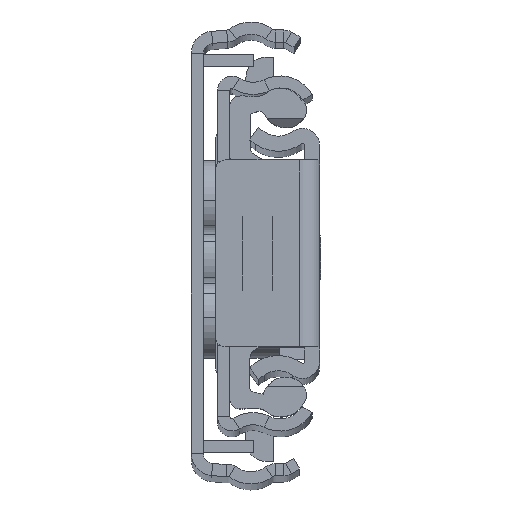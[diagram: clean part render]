
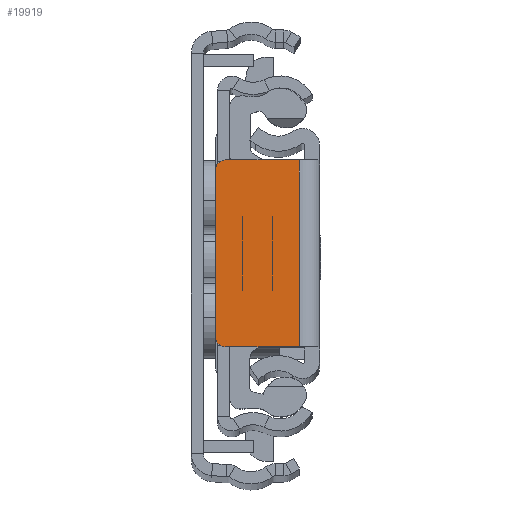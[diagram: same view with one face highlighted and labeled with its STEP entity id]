
A CAD part, top view. The second image highlights one B-rep face of the part: STEP entity #19919.
In plain terms, the highlighted planar face has unit normal (0, 0, 1).
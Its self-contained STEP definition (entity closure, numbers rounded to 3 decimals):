
#1468 = AXIS2_PLACEMENT_3D ( 'NONE', #3077, #6493, #8263 ) ;
#1597 = VECTOR ( 'NONE', #14060, 1000. ) ;
#2945 = CARTESIAN_POINT ( 'NONE',  ( -10.3, 8.25, 0. ) ) ;
#3077 = CARTESIAN_POINT ( 'NONE',  ( -9.3, -8.25, 0. ) ) ;
#3302 = EDGE_CURVE ( 'NONE', #12304, #13860, #10722, .T. ) ;
#3321 = LINE ( 'NONE', #11815, #7273 ) ;
#4075 = DIRECTION ( 'NONE',  ( 0., -1., 0. ) ) ;
#4499 = CARTESIAN_POINT ( 'NONE',  ( -10.3, -8.25, 0. ) ) ;
#4714 = DIRECTION ( 'NONE',  ( 0., 0., -1. ) ) ;
#5033 = PLANE ( 'NONE',  #6216 ) ;
#5981 = CARTESIAN_POINT ( 'NONE',  ( 0., -9.25, 0. ) ) ;
#6216 = AXIS2_PLACEMENT_3D ( 'NONE', #11788, #4714, #16865 ) ;
#6414 = DIRECTION ( 'NONE',  ( 0., 0., 1. ) ) ;
#6493 = DIRECTION ( 'NONE',  ( 0., 0., 1. ) ) ;
#6775 = VERTEX_POINT ( 'NONE', #17988 ) ;
#6888 = CARTESIAN_POINT ( 'NONE',  ( 0., 9.25, 0. ) ) ;
#6921 = EDGE_CURVE ( 'NONE', #13860, #6775, #18391, .T. ) ;
#7273 = VECTOR ( 'NONE', #18953, 1000. ) ;
#7477 = EDGE_CURVE ( 'NONE', #16328, #18455, #12194, .T. ) ;
#7522 = CARTESIAN_POINT ( 'NONE',  ( -2., 9.25, 0. ) ) ;
#8202 = ORIENTED_EDGE ( 'NONE', *, *, #3302, .T. ) ;
#8263 = DIRECTION ( 'NONE',  ( -1., 0., 0. ) ) ;
#10121 = CARTESIAN_POINT ( 'NONE',  ( -2., -9.25, 0. ) ) ;
#10638 = VECTOR ( 'NONE', #4075, 1000. ) ;
#10722 = LINE ( 'NONE', #21115, #10638 ) ;
#10913 = ORIENTED_EDGE ( 'NONE', *, *, #12461, .T. ) ;
#11256 = CARTESIAN_POINT ( 'NONE',  ( -9.3, 9.25, 0. ) ) ;
#11788 = CARTESIAN_POINT ( 'NONE',  ( 0., 0., 0. ) ) ;
#11815 = CARTESIAN_POINT ( 'NONE',  ( -2., -9.25, 0. ) ) ;
#11822 = CARTESIAN_POINT ( 'NONE',  ( -9.3, 8.25, 0. ) ) ;
#11951 = EDGE_LOOP ( 'NONE', ( #8202, #19362, #16947, #17031, #12015, #10913 ) ) ;
#12015 = ORIENTED_EDGE ( 'NONE', *, *, #7477, .T. ) ;
#12194 = LINE ( 'NONE', #6888, #1597 ) ;
#12304 = VERTEX_POINT ( 'NONE', #2945 ) ;
#12461 = EDGE_CURVE ( 'NONE', #18455, #12304, #16826, .T. ) ;
#13860 = VERTEX_POINT ( 'NONE', #4499 ) ;
#14060 = DIRECTION ( 'NONE',  ( -1., 0., 0. ) ) ;
#14263 = LINE ( 'NONE', #5981, #15579 ) ;
#14929 = DIRECTION ( 'NONE',  ( -1., 0., 0. ) ) ;
#15579 = VECTOR ( 'NONE', #17484, 1000. ) ;
#16328 = VERTEX_POINT ( 'NONE', #7522 ) ;
#16826 = CIRCLE ( 'NONE', #19645, 1. ) ;
#16865 = DIRECTION ( 'NONE',  ( -1., 0., 0. ) ) ;
#16947 = ORIENTED_EDGE ( 'NONE', *, *, #17474, .T. ) ;
#17031 = ORIENTED_EDGE ( 'NONE', *, *, #19399, .F. ) ;
#17342 = VERTEX_POINT ( 'NONE', #10121 ) ;
#17474 = EDGE_CURVE ( 'NONE', #6775, #17342, #14263, .T. ) ;
#17484 = DIRECTION ( 'NONE',  ( 1., 0., 0. ) ) ;
#17988 = CARTESIAN_POINT ( 'NONE',  ( -9.3, -9.25, 0. ) ) ;
#18391 = CIRCLE ( 'NONE', #1468, 1. ) ;
#18455 = VERTEX_POINT ( 'NONE', #11256 ) ;
#18953 = DIRECTION ( 'NONE',  ( 0., -1., 0. ) ) ;
#19362 = ORIENTED_EDGE ( 'NONE', *, *, #6921, .T. ) ;
#19399 = EDGE_CURVE ( 'NONE', #16328, #17342, #3321, .T. ) ;
#19645 = AXIS2_PLACEMENT_3D ( 'NONE', #11822, #6414, #14929 ) ;
#19919 = ADVANCED_FACE ( 'NONE', ( #21642 ), #5033, .F. ) ;
#21115 = CARTESIAN_POINT ( 'NONE',  ( -10.3, 0., 0. ) ) ;
#21642 = FACE_OUTER_BOUND ( 'NONE', #11951, .T. ) ;
